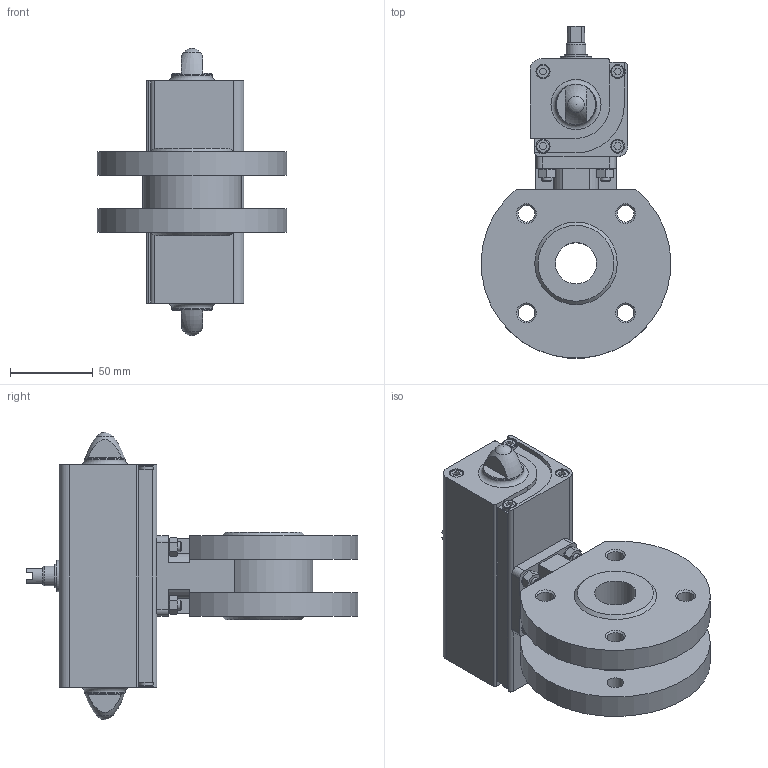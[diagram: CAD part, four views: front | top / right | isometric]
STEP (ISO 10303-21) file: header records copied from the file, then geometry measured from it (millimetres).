
FILE_DESCRIPTION(/* description */ ('STEP AP214'),/* implementation_level */ '2;1');
FILE_NAME(/* name */ '1913368_VZBC-25-FF-40-22-F0405-V4V4T-PP30-R-90-C',/* time_stamp */ '2024-09-18T00:47:19+02:00',/* author */ ('License CC BY-ND 4.0'),/* organization */ ('CADENAS'),/* preprocessor_version */ 'ST-DEVELOPER v19.3',/* originating_system */ 'PARTsolutions',/* authorisation */ ' ');
FILE_SCHEMA (('AUTOMOTIVE_DESIGN {1 0 10303 214 3 1 1}'));
Length unit declared in the file: millimetre
Products named in the file (7): 1913368 VZBC-25-FF-40-22-F0405-V4V4T-PP30-R-90-C; 1692201 VZBC-25-FF-40-22-F0405-V4V4T; DIN-913 - M6x25; 690067 S 6 A2; DIN 934 - M6(F); 533418 DAPS-0030-090-R-F0305---(1); 533418 DAPS-0030-090-R-F0305---(2)
Assembly tree (15 placements, depth 2):
  1913368 VZBC-25-FF-40-22-F0405-V4V4T-PP30-R-90-C
    1692201 VZBC-25-FF-40-22-F0405-V4V4T
    DIN-913 - M6x25  x4
    690067 S 6 A2  x4
    DIN 934 - M6(F)  x4
    533418 DAPS-0030-090-R-F0305---(1)
    533418 DAPS-0030-090-R-F0305---(2)
Bounding box: 114.91 x 201.09 x 174 mm (x, y, z)
Volume: 826335.2 mm3; surface area: 118611.3 mm2
Topology: 15 solids, 15 shells, 486 faces, 1172 edges, 736 vertices
Faces by surface type: plane 253, cylinder 110, cone 106, torus 15, sphere 2
Full cylindrical faces by diameter (mm): 4.134 x12, 4.917 x9, 6 x4, 6.4 x4, 8.5 x9, 8.566 x2, 10 x4, 10.106 x8, 12 x1, 14.1 x1, 19 x2, 22 x2, 25 x1, 30 x1, 32 x1
Entity records: 10852 total; most frequent: CARTESIAN_POINT 1922, DIRECTION 1846, ORIENTED_EDGE 1586, EDGE_CURVE 793, AXIS2_PLACEMENT_3D 682, VERTEX_POINT 592, FACE_BOUND 589, EDGE_LOOP 570
